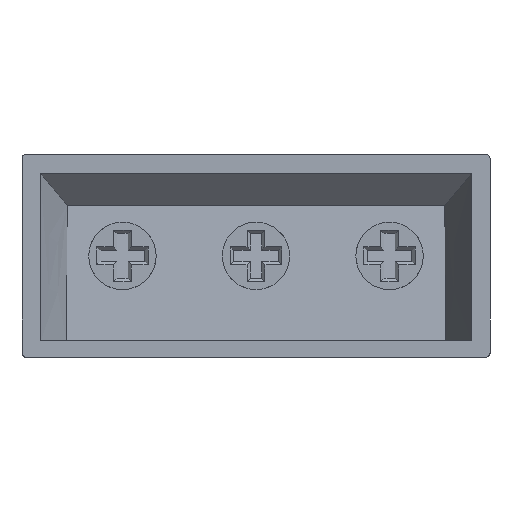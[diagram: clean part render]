
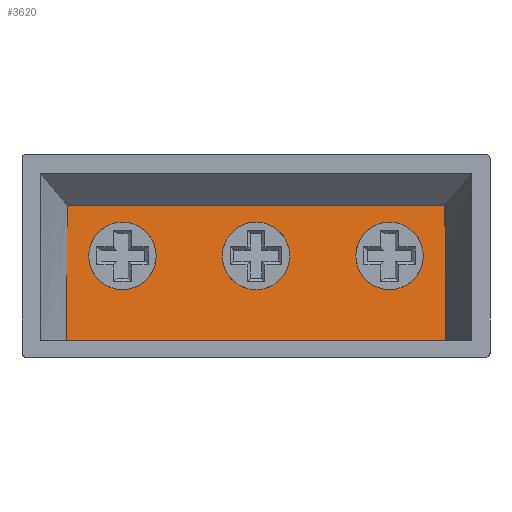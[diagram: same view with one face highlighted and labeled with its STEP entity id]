
A CAD part, front view. The second image highlights one B-rep face of the part: STEP entity #3620.
In plain terms, the highlighted planar face has unit normal (0, -0.995, 0.103).
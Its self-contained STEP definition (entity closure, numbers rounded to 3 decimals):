
#13 = CARTESIAN_POINT ( 'NONE',  ( 8.95, 5.123, -12.037 ) ) ;
#26 = VECTOR ( 'NONE', #2337, 1000. ) ;
#40 = EDGE_CURVE ( 'NONE', #3876, #4061, #1371, .T. ) ;
#63 = CARTESIAN_POINT ( 'NONE',  ( 37.763, 4.648, -16.6 ) ) ;
#116 = CARTESIAN_POINT ( 'NONE',  ( 26.85, 5.747, -6.037 ) ) ;
#170 = CARTESIAN_POINT ( 'NONE',  ( 37.676, 5.9, -4.564 ) ) ;
#214 = CARTESIAN_POINT ( 'NONE',  ( 37.685, 5.745, -6.052 ) ) ;
#359 = CARTESIAN_POINT ( 'NONE',  ( 3.991, 5.375, -9.61 ) ) ;
#390 =( BOUNDED_CURVE ( )  B_SPLINE_CURVE ( 3, ( #1427, #3734, #799, #3102 ),
 .UNSPECIFIED., .F., .T. ) 
 B_SPLINE_CURVE_WITH_KNOTS ( ( 4, 4 ),
 ( 0., 3.142 ),
 .UNSPECIFIED. ) 
 CURVE ( )  GEOMETRIC_REPRESENTATION_ITEM ( )  RATIONAL_B_SPLINE_CURVE ( ( 1., 0.333, 0.333, 1. ) ) 
 REPRESENTATION_ITEM ( '' )  );
#401 = EDGE_CURVE ( 'NONE', #3755, #2116, #3095, .T. ) ;
#423 = CARTESIAN_POINT ( 'NONE',  ( 3.972, 5.112, -12.133 ) ) ;
#451 = ORIENTED_EDGE ( 'NONE', *, *, #2917, .F. ) ;
#458 = ORIENTED_EDGE ( 'NONE', *, *, #2845, .F. ) ;
#469 = CARTESIAN_POINT ( 'NONE',  ( 37.714, 5.304, -10.29 ) ) ;
#484 = B_SPLINE_CURVE_WITH_KNOTS ( 'NONE', 3,
 ( #2559, #3551, #2283, #423, #2362, #359, #1035, #3269, #1712, #2653 ),
 .UNSPECIFIED., .F., .F.,
 ( 4, 3, 3, 4 ),
 ( 0., 0.004, 0.008, 0.012 ),
 .UNSPECIFIED. ) ;
#539 = VERTEX_POINT ( 'NONE', #1041 ) ;
#625 = CARTESIAN_POINT ( 'NONE',  ( 14.95, 5.123, -12.037 ) ) ;
#667 = CARTESIAN_POINT ( 'NONE',  ( 26.85, 5.123, -12.037 ) ) ;
#799 = CARTESIAN_POINT ( 'NONE',  ( 38.75, 5.747, -6.037 ) ) ;
#829 = CARTESIAN_POINT ( 'NONE',  ( 37.733, 5.042, -12.814 ) ) ;
#915 = CARTESIAN_POINT ( 'NONE',  ( 20.85, 5.123, -12.037 ) ) ;
#981 = CARTESIAN_POINT ( 'NONE',  ( 20.85, 5.123, -12.037 ) ) ;
#989 = B_SPLINE_CURVE_WITH_KNOTS ( 'NONE', 3,
 ( #170, #214, #3398, #3111, #469, #1417, #829, #2763, #2721, #3085 ),
 .UNSPECIFIED., .F., .F.,
 ( 4, 3, 3, 4 ),
 ( 0., 0.004, 0.008, 0.012 ),
 .UNSPECIFIED. ) ;
#1027 = CARTESIAN_POINT ( 'NONE',  ( 8.95, 5.123, -12.037 ) ) ;
#1035 = CARTESIAN_POINT ( 'NONE',  ( 3.999, 5.506, -8.349 ) ) ;
#1041 = CARTESIAN_POINT ( 'NONE',  ( 8.95, 5.747, -6.037 ) ) ;
#1042 = CARTESIAN_POINT ( 'NONE',  ( 20.85, 5.747, -6.037 ) ) ;
#1120 = VECTOR ( 'NONE', #1237, 1000. ) ;
#1214 = EDGE_LOOP ( 'NONE', ( #4163, #2988 ) ) ;
#1227 = CARTESIAN_POINT ( 'NONE',  ( 20.85, 5.747, -6.037 ) ) ;
#1237 = DIRECTION ( 'NONE',  ( 1., 0., 0. ) ) ;
#1371 = LINE ( 'NONE', #3330, #26 ) ;
#1385 = ORIENTED_EDGE ( 'NONE', *, *, #3778, .F. ) ;
#1400 = VERTEX_POINT ( 'NONE', #2723 ) ;
#1417 = CARTESIAN_POINT ( 'NONE',  ( 37.723, 5.173, -11.552 ) ) ;
#1427 = CARTESIAN_POINT ( 'NONE',  ( 32.75, 5.123, -12.037 ) ) ;
#1431 = FACE_BOUND ( 'NONE', #1468, .T. ) ;
#1468 = EDGE_LOOP ( 'NONE', ( #458, #451 ) ) ;
#1508 =( BOUNDED_CURVE ( )  B_SPLINE_CURVE ( 3, ( #3295, #667, #116, #1042 ),
 .UNSPECIFIED., .F., .T. ) 
 B_SPLINE_CURVE_WITH_KNOTS ( ( 4, 4 ),
 ( 0., 3.142 ),
 .UNSPECIFIED. ) 
 CURVE ( )  GEOMETRIC_REPRESENTATION_ITEM ( )  RATIONAL_B_SPLINE_CURVE ( ( 1., 0.333, 0.333, 1. ) ) 
 REPRESENTATION_ITEM ( '' )  );
#1517 = EDGE_CURVE ( 'NONE', #1400, #3380, #1627, .T. ) ;
#1619 = ORIENTED_EDGE ( 'NONE', *, *, #1893, .F. ) ;
#1627 =( BOUNDED_CURVE ( )  B_SPLINE_CURVE ( 3, ( #1227, #3852, #2536, #915 ),
 .UNSPECIFIED., .F., .T. ) 
 B_SPLINE_CURVE_WITH_KNOTS ( ( 4, 4 ),
 ( 3.142, 6.283 ),
 .UNSPECIFIED. ) 
 CURVE ( )  GEOMETRIC_REPRESENTATION_ITEM ( )  RATIONAL_B_SPLINE_CURVE ( ( 1., 0.333, 0.333, 1. ) ) 
 REPRESENTATION_ITEM ( '' )  );
#1679 = CARTESIAN_POINT ( 'NONE',  ( 8.95, 5.747, -6.037 ) ) ;
#1712 = CARTESIAN_POINT ( 'NONE',  ( 4.016, 5.769, -5.825 ) ) ;
#1893 = EDGE_CURVE ( 'NONE', #3250, #3876, #484, .T. ) ;
#1976 = CARTESIAN_POINT ( 'NONE',  ( 14.95, 5.747, -6.037 ) ) ;
#2012 = EDGE_CURVE ( 'NONE', #4061, #4098, #989, .T. ) ;
#2031 = PLANE ( 'NONE',  #4072 ) ;
#2071 = ORIENTED_EDGE ( 'NONE', *, *, #2654, .T. ) ;
#2101 = DIRECTION ( 'NONE',  ( 0., 0.995, -0.103 ) ) ;
#2113 = CARTESIAN_POINT ( 'NONE',  ( 4.024, 5.9, -4.564 ) ) ;
#2116 = VERTEX_POINT ( 'NONE', #3244 ) ;
#2283 = CARTESIAN_POINT ( 'NONE',  ( 3.961, 4.958, -13.622 ) ) ;
#2337 = DIRECTION ( 'NONE',  ( 1., 0., 0. ) ) ;
#2362 = CARTESIAN_POINT ( 'NONE',  ( 3.982, 5.244, -10.872 ) ) ;
#2396 = FACE_BOUND ( 'NONE', #1214, .T. ) ;
#2536 = CARTESIAN_POINT ( 'NONE',  ( 14.85, 5.123, -12.037 ) ) ;
#2559 = CARTESIAN_POINT ( 'NONE',  ( 3.937, 4.648, -16.6 ) ) ;
#2623 = CARTESIAN_POINT ( 'NONE',  ( 8.95, 5.123, -12.037 ) ) ;
#2632 = EDGE_CURVE ( 'NONE', #2116, #3755, #390, .T. ) ;
#2648 = ORIENTED_EDGE ( 'NONE', *, *, #1517, .F. ) ;
#2653 = CARTESIAN_POINT ( 'NONE',  ( 4.024, 5.9, -4.564 ) ) ;
#2654 = EDGE_CURVE ( 'NONE', #3250, #4098, #3147, .T. ) ;
#2681 = CARTESIAN_POINT ( 'NONE',  ( 32.75, 5.747, -6.037 ) ) ;
#2721 = CARTESIAN_POINT ( 'NONE',  ( 37.752, 4.779, -15.338 ) ) ;
#2723 = CARTESIAN_POINT ( 'NONE',  ( 20.85, 5.747, -6.037 ) ) ;
#2763 = CARTESIAN_POINT ( 'NONE',  ( 37.742, 4.91, -14.076 ) ) ;
#2831 = VERTEX_POINT ( 'NONE', #2623 ) ;
#2844 = CARTESIAN_POINT ( 'NONE',  ( 32.75, 5.747, -6.037 ) ) ;
#2845 = EDGE_CURVE ( 'NONE', #2831, #539, #3027, .T. ) ;
#2898 = CARTESIAN_POINT ( 'NONE',  ( 8.95, 5.747, -6.037 ) ) ;
#2916 = CARTESIAN_POINT ( 'NONE',  ( 2.95, 5.123, -12.037 ) ) ;
#2917 = EDGE_CURVE ( 'NONE', #539, #2831, #3873, .T. ) ;
#2988 = ORIENTED_EDGE ( 'NONE', *, *, #401, .F. ) ;
#2993 = CARTESIAN_POINT ( 'NONE',  ( 37.676, 5.9, -4.564 ) ) ;
#3027 =( BOUNDED_CURVE ( )  B_SPLINE_CURVE ( 3, ( #13, #625, #1976, #1679 ),
 .UNSPECIFIED., .F., .T. ) 
 B_SPLINE_CURVE_WITH_KNOTS ( ( 4, 4 ),
 ( 0., 3.142 ),
 .UNSPECIFIED. ) 
 CURVE ( )  GEOMETRIC_REPRESENTATION_ITEM ( )  RATIONAL_B_SPLINE_CURVE ( ( 1., 0.333, 0.333, 1. ) ) 
 REPRESENTATION_ITEM ( '' )  );
#3085 = CARTESIAN_POINT ( 'NONE',  ( 37.763, 4.648, -16.6 ) ) ;
#3089 = EDGE_LOOP ( 'NONE', ( #3822, #3122, #1619, #2071 ) ) ;
#3095 =( BOUNDED_CURVE ( )  B_SPLINE_CURVE ( 3, ( #2844, #4170, #3561, #3849 ),
 .UNSPECIFIED., .F., .T. ) 
 B_SPLINE_CURVE_WITH_KNOTS ( ( 4, 4 ),
 ( 3.142, 6.283 ),
 .UNSPECIFIED. ) 
 CURVE ( )  GEOMETRIC_REPRESENTATION_ITEM ( )  RATIONAL_B_SPLINE_CURVE ( ( 1., 0.333, 0.333, 1. ) ) 
 REPRESENTATION_ITEM ( '' )  );
#3102 = CARTESIAN_POINT ( 'NONE',  ( 32.75, 5.747, -6.037 ) ) ;
#3111 = CARTESIAN_POINT ( 'NONE',  ( 37.705, 5.435, -9.029 ) ) ;
#3122 = ORIENTED_EDGE ( 'NONE', *, *, #40, .F. ) ;
#3147 = LINE ( 'NONE', #3455, #1120 ) ;
#3244 = CARTESIAN_POINT ( 'NONE',  ( 32.75, 5.123, -12.037 ) ) ;
#3250 = VERTEX_POINT ( 'NONE', #3510 ) ;
#3269 = CARTESIAN_POINT ( 'NONE',  ( 4.008, 5.637, -7.087 ) ) ;
#3295 = CARTESIAN_POINT ( 'NONE',  ( 20.85, 5.123, -12.037 ) ) ;
#3330 = CARTESIAN_POINT ( 'NONE',  ( 0., 5.9, -4.564 ) ) ;
#3345 = DIRECTION ( 'NONE',  ( 0., 0.103, 0.995 ) ) ;
#3380 = VERTEX_POINT ( 'NONE', #981 ) ;
#3398 = CARTESIAN_POINT ( 'NONE',  ( 37.695, 5.59, -7.54 ) ) ;
#3455 = CARTESIAN_POINT ( 'NONE',  ( 0., 4.648, -16.6 ) ) ;
#3510 = CARTESIAN_POINT ( 'NONE',  ( 3.937, 4.648, -16.6 ) ) ;
#3551 = CARTESIAN_POINT ( 'NONE',  ( 3.95, 4.803, -15.111 ) ) ;
#3561 = CARTESIAN_POINT ( 'NONE',  ( 26.75, 5.123, -12.037 ) ) ;
#3620 = ADVANCED_FACE ( 'NONE', ( #2396, #1431, #4060, #3714 ), #2031, .F. ) ;
#3693 = CARTESIAN_POINT ( 'NONE',  ( 0., 6.306, -0.656 ) ) ;
#3714 = FACE_OUTER_BOUND ( 'NONE', #3089, .T. ) ;
#3734 = CARTESIAN_POINT ( 'NONE',  ( 38.75, 5.123, -12.037 ) ) ;
#3755 = VERTEX_POINT ( 'NONE', #2681 ) ;
#3778 = EDGE_CURVE ( 'NONE', #3380, #1400, #1508, .T. ) ;
#3822 = ORIENTED_EDGE ( 'NONE', *, *, #2012, .F. ) ;
#3849 = CARTESIAN_POINT ( 'NONE',  ( 32.75, 5.123, -12.037 ) ) ;
#3852 = CARTESIAN_POINT ( 'NONE',  ( 14.85, 5.747, -6.037 ) ) ;
#3873 =( BOUNDED_CURVE ( )  B_SPLINE_CURVE ( 3, ( #2898, #4223, #2916, #1027 ),
 .UNSPECIFIED., .F., .T. ) 
 B_SPLINE_CURVE_WITH_KNOTS ( ( 4, 4 ),
 ( 3.142, 6.283 ),
 .UNSPECIFIED. ) 
 CURVE ( )  GEOMETRIC_REPRESENTATION_ITEM ( )  RATIONAL_B_SPLINE_CURVE ( ( 1., 0.333, 0.333, 1. ) ) 
 REPRESENTATION_ITEM ( '' )  );
#3876 = VERTEX_POINT ( 'NONE', #2113 ) ;
#4060 = FACE_BOUND ( 'NONE', #4193, .T. ) ;
#4061 = VERTEX_POINT ( 'NONE', #2993 ) ;
#4072 = AXIS2_PLACEMENT_3D ( 'NONE', #3693, #2101, #3345 ) ;
#4098 = VERTEX_POINT ( 'NONE', #63 ) ;
#4163 = ORIENTED_EDGE ( 'NONE', *, *, #2632, .F. ) ;
#4170 = CARTESIAN_POINT ( 'NONE',  ( 26.75, 5.747, -6.037 ) ) ;
#4193 = EDGE_LOOP ( 'NONE', ( #1385, #2648 ) ) ;
#4223 = CARTESIAN_POINT ( 'NONE',  ( 2.95, 5.747, -6.037 ) ) ;
